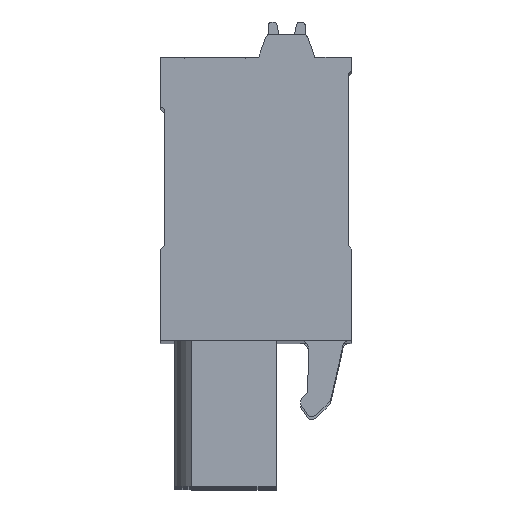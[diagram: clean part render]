
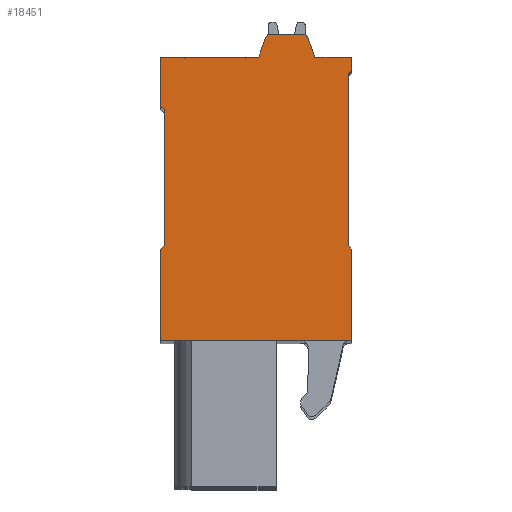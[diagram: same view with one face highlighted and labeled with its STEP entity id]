
A CAD part, top view. The second image highlights one B-rep face of the part: STEP entity #18451.
In plain terms, the highlighted planar face has unit normal (0, 0, 1).
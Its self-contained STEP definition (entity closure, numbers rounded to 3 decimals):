
#79=DIRECTION('',(1.,0.,0.));
#80=VECTOR('',#79,10.9);
#81=CARTESIAN_POINT('',(2.897,12.335,2.54));
#82=LINE('',#81,#80);
#2394=DIRECTION('',(0.,-1.,0.));
#2395=VECTOR('',#2394,5.2);
#2396=CARTESIAN_POINT('',(2.897,17.535,2.54));
#2397=LINE('',#2396,#2395);
#2398=DIRECTION('',(-0.781,-0.625,0.));
#2399=VECTOR('',#2398,0.32);
#2400=CARTESIAN_POINT('',(3.147,17.735,2.54));
#2401=LINE('',#2400,#2399);
#2402=DIRECTION('',(0.,-1.,0.));
#2403=VECTOR('',#2402,7.75);
#2404=CARTESIAN_POINT('',(3.147,25.485,2.54));
#2405=LINE('',#2404,#2403);
#2406=DIRECTION('',(0.781,-0.625,0.));
#2407=VECTOR('',#2406,0.32);
#2408=CARTESIAN_POINT('',(2.897,25.685,2.54));
#2409=LINE('',#2408,#2407);
#2410=DIRECTION('',(0.,-1.,0.));
#2411=VECTOR('',#2410,2.8);
#2412=CARTESIAN_POINT('',(2.897,28.485,2.54));
#2413=LINE('',#2412,#2411);
#2414=DIRECTION('',(-1.,0.,0.));
#2415=VECTOR('',#2414,5.6);
#2416=CARTESIAN_POINT('',(8.497,28.485,2.54));
#2417=LINE('',#2416,#2415);
#2418=DIRECTION('',(-0.342,-0.94,0.));
#2419=VECTOR('',#2418,1.173);
#2420=CARTESIAN_POINT('',(8.899,29.588,2.54));
#2421=LINE('',#2420,#2419);
#2422=CARTESIAN_POINT('',(9.181,29.485,2.54));
#2423=DIRECTION('',(0.,0.,1.));
#2424=DIRECTION('',(0.,1.,0.));
#2425=AXIS2_PLACEMENT_3D('',#2422,#2423,#2424);
#2427=DIRECTION('',(-1.,0.,0.));
#2428=VECTOR('',#2427,1.834);
#2429=CARTESIAN_POINT('',(11.014,29.785,2.54));
#2430=LINE('',#2429,#2428);
#2431=CARTESIAN_POINT('',(11.014,29.485,2.54));
#2432=DIRECTION('',(0.,0.,1.));
#2433=DIRECTION('',(0.94,0.342,0.));
#2434=AXIS2_PLACEMENT_3D('',#2431,#2432,#2433);
#2436=DIRECTION('',(-0.342,0.94,0.));
#2437=VECTOR('',#2436,1.173);
#2438=CARTESIAN_POINT('',(11.697,28.485,2.54));
#2439=LINE('',#2438,#2437);
#2440=DIRECTION('',(-1.,0.,0.));
#2441=VECTOR('',#2440,2.1);
#2442=CARTESIAN_POINT('',(13.797,28.485,2.54));
#2443=LINE('',#2442,#2441);
#2444=DIRECTION('',(0.,1.,0.));
#2445=VECTOR('',#2444,0.75);
#2446=CARTESIAN_POINT('',(13.797,27.735,2.54));
#2447=LINE('',#2446,#2445);
#2448=DIRECTION('',(0.707,0.707,0.));
#2449=VECTOR('',#2448,0.283);
#2450=CARTESIAN_POINT('',(13.597,27.535,2.54));
#2451=LINE('',#2450,#2449);
#2452=DIRECTION('',(0.,1.,0.));
#2453=VECTOR('',#2452,9.8);
#2454=CARTESIAN_POINT('',(13.597,17.735,2.54));
#2455=LINE('',#2454,#2453);
#2456=DIRECTION('',(-0.707,0.707,0.));
#2457=VECTOR('',#2456,0.283);
#2458=CARTESIAN_POINT('',(13.797,17.535,2.54));
#2459=LINE('',#2458,#2457);
#2460=DIRECTION('',(0.,1.,0.));
#2461=VECTOR('',#2460,5.2);
#2462=CARTESIAN_POINT('',(13.797,12.335,2.54));
#2463=LINE('',#2462,#2461);
#12803=CARTESIAN_POINT('',(2.897,28.485,2.54));
#12804=CARTESIAN_POINT('',(2.897,25.685,2.54));
#12805=VERTEX_POINT('',#12803);
#12806=VERTEX_POINT('',#12804);
#12807=CARTESIAN_POINT('',(3.147,25.485,2.54));
#12808=VERTEX_POINT('',#12807);
#12809=CARTESIAN_POINT('',(3.147,17.735,2.54));
#12810=VERTEX_POINT('',#12809);
#12811=CARTESIAN_POINT('',(2.897,17.535,2.54));
#12812=VERTEX_POINT('',#12811);
#12813=CARTESIAN_POINT('',(2.897,12.335,2.54));
#12814=VERTEX_POINT('',#12813);
#12815=CARTESIAN_POINT('',(13.797,12.335,2.54));
#12816=CARTESIAN_POINT('',(13.797,17.535,2.54));
#12817=VERTEX_POINT('',#12815);
#12818=VERTEX_POINT('',#12816);
#12819=CARTESIAN_POINT('',(13.597,17.735,2.54));
#12820=VERTEX_POINT('',#12819);
#12821=CARTESIAN_POINT('',(13.597,27.535,2.54));
#12822=VERTEX_POINT('',#12821);
#12823=CARTESIAN_POINT('',(13.797,27.735,2.54));
#12824=VERTEX_POINT('',#12823);
#12825=CARTESIAN_POINT('',(13.797,28.485,2.54));
#12826=VERTEX_POINT('',#12825);
#12827=CARTESIAN_POINT('',(11.697,28.485,2.54));
#12828=VERTEX_POINT('',#12827);
#12829=CARTESIAN_POINT('',(11.296,29.588,2.54));
#12830=VERTEX_POINT('',#12829);
#12831=CARTESIAN_POINT('',(11.014,29.785,2.54));
#12832=VERTEX_POINT('',#12831);
#12833=CARTESIAN_POINT('',(9.181,29.785,2.54));
#12834=VERTEX_POINT('',#12833);
#12835=CARTESIAN_POINT('',(8.899,29.588,2.54));
#12836=VERTEX_POINT('',#12835);
#12837=CARTESIAN_POINT('',(8.497,28.485,2.54));
#12838=VERTEX_POINT('',#12837);
#18418=CARTESIAN_POINT('',(0.,0.,2.54));
#18419=DIRECTION('',(0.,0.,1.));
#18420=DIRECTION('',(1.,0.,0.));
#18421=AXIS2_PLACEMENT_3D('',#18418,#18419,#18420);
#18422=PLANE('',#18421);
#18423=ORIENTED_EDGE('',*,*,#16659,.F.);
#18424=ORIENTED_EDGE('',*,*,#16864,.F.);
#18425=ORIENTED_EDGE('',*,*,#16878,.F.);
#18426=ORIENTED_EDGE('',*,*,#16892,.F.);
#18427=ORIENTED_EDGE('',*,*,#16906,.F.);
#18428=ORIENTED_EDGE('',*,*,#16920,.F.);
#18429=ORIENTED_EDGE('',*,*,#16948,.F.);
#18431=ORIENTED_EDGE('',*,*,#18430,.F.);
#18433=ORIENTED_EDGE('',*,*,#18432,.F.);
#18435=ORIENTED_EDGE('',*,*,#18434,.F.);
#18436=ORIENTED_EDGE('',*,*,#18097,.F.);
#18437=ORIENTED_EDGE('',*,*,#17751,.F.);
#18438=ORIENTED_EDGE('',*,*,#16940,.F.);
#18440=ORIENTED_EDGE('',*,*,#18439,.F.);
#18442=ORIENTED_EDGE('',*,*,#18441,.F.);
#18444=ORIENTED_EDGE('',*,*,#18443,.F.);
#18446=ORIENTED_EDGE('',*,*,#18445,.F.);
#18448=ORIENTED_EDGE('',*,*,#18447,.F.);
#18449=EDGE_LOOP('',(#18423,#18424,#18425,#18426,#18427,#18428,#18429,#18431,
#18433,#18435,#18436,#18437,#18438,#18440,#18442,#18444,#18446,#18448));
#18450=FACE_OUTER_BOUND('',#18449,.F.);
#18451=ADVANCED_FACE('',(#18450),#18422,.T.);
#2426=CIRCLE('',#2425,0.3);
#2435=CIRCLE('',#2434,0.3);
#16659=EDGE_CURVE('',#12814,#12817,#82,.T.);
#16864=EDGE_CURVE('',#12812,#12814,#2397,.T.);
#16878=EDGE_CURVE('',#12810,#12812,#2401,.T.);
#16892=EDGE_CURVE('',#12808,#12810,#2405,.T.);
#16906=EDGE_CURVE('',#12806,#12808,#2409,.T.);
#16920=EDGE_CURVE('',#12805,#12806,#2413,.T.);
#16940=EDGE_CURVE('',#12826,#12828,#2443,.T.);
#16948=EDGE_CURVE('',#12838,#12805,#2417,.T.);
#17751=EDGE_CURVE('',#12828,#12830,#2439,.T.);
#18097=EDGE_CURVE('',#12830,#12832,#2435,.T.);
#18430=EDGE_CURVE('',#12836,#12838,#2421,.T.);
#18432=EDGE_CURVE('',#12834,#12836,#2426,.T.);
#18434=EDGE_CURVE('',#12832,#12834,#2430,.T.);
#18439=EDGE_CURVE('',#12824,#12826,#2447,.T.);
#18441=EDGE_CURVE('',#12822,#12824,#2451,.T.);
#18443=EDGE_CURVE('',#12820,#12822,#2455,.T.);
#18445=EDGE_CURVE('',#12818,#12820,#2459,.T.);
#18447=EDGE_CURVE('',#12817,#12818,#2463,.T.);
